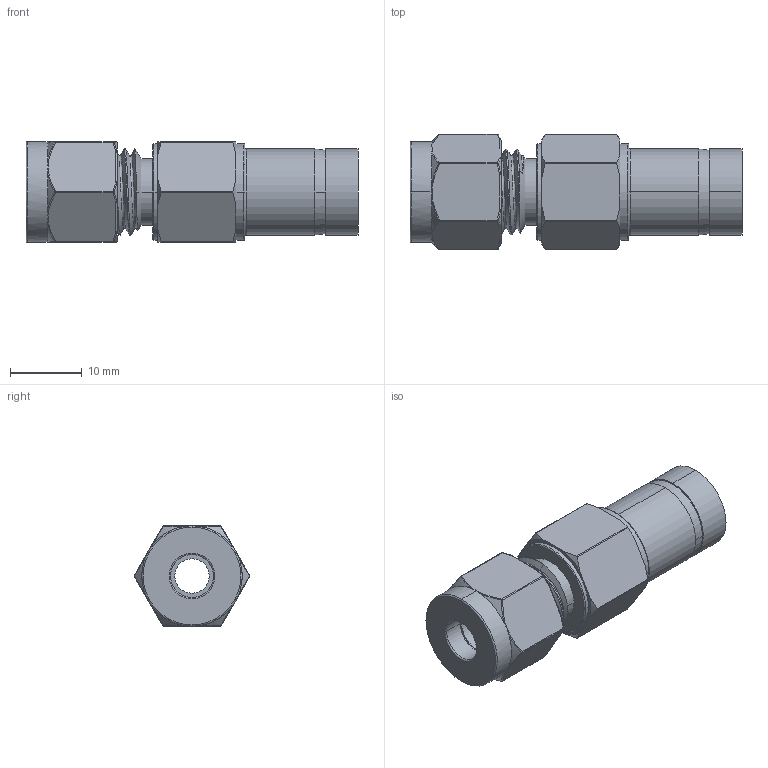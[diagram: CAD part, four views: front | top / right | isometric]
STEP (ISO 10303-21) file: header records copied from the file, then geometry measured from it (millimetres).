
FILE_DESCRIPTION((''),'2;1');
FILE_NAME('001_CR_REDUCER_MASTER_ASM','2025-06-27T09:43:48',('Administrator'),(''),'CREO PARAMETRIC BY PTC INC, 2020184','CREO PARAMETRIC BY PTC INC, 2020184','');
FILE_SCHEMA(('AUTOMOTIVE_DESIGN { 1 0 10303 214 1 1 1 1 }'));
Length unit declared in the file: millimetre
Products named in the file (5): DIN2353-TUBE_CR; DIN2353_TUBE_NUT_CR; BACK_FERRULE_CR; FRONT_FERRULE__CR; 001_CR_REDUCER_MASTER_ASM
Assembly tree (4 placements, depth 2):
  001_CR_REDUCER_MASTER_ASM
    DIN2353-TUBE_CR
    DIN2353_TUBE_NUT_CR
    BACK_FERRULE_CR
    FRONT_FERRULE__CR
Bounding box: 46.3 x 16.12 x 14 mm (x, y, z)
Volume: 5313.8 mm3; surface area: 4574.8 mm2
Topology: 4 solids, 4 shells, 238 faces, 561 edges, 376 vertices
Faces by surface type: cylinder 63, cone 46, torus 40, bspline 39, plane 26, sphere 24
Entity records: 16319 total; most frequent: CARTESIAN_POINT 10036, DIRECTION 1077, ORIENTED_EDGE 1070, EDGE_CURVE 535, AXIS2_PLACEMENT_3D 465, VERTEX_POINT 311, EDGE_LOOP 252, CIRCLE 245
